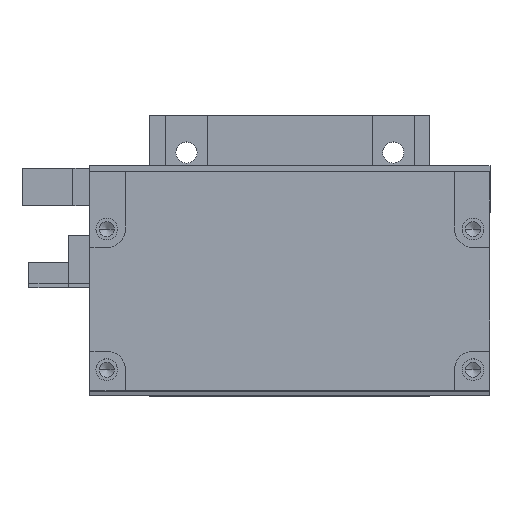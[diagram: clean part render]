
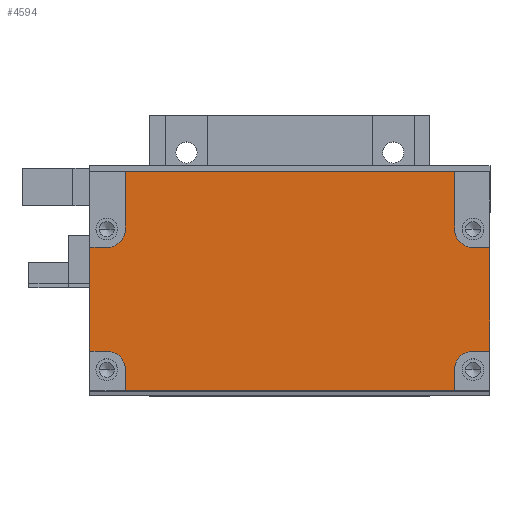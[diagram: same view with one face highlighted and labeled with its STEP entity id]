
A CAD part, top view. The second image highlights one B-rep face of the part: STEP entity #4594.
In plain terms, the highlighted planar face has unit normal (0, 0, 1).
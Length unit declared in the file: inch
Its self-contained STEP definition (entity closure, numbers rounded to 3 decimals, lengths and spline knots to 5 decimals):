
#1238 = LINE ( 'NONE', #8867, #39469 ) ;
#1370 = DIRECTION ( 'NONE',  ( 1., 0., 0. ) ) ;
#1783 = LINE ( 'NONE', #40416, #31117 ) ;
#2727 = DIRECTION ( 'NONE',  ( 0., 0., 1. ) ) ;
#3507 = CARTESIAN_POINT ( 'NONE',  ( -3.01534, 0.64239, 11.78911 ) ) ;
#3687 = CARTESIAN_POINT ( 'NONE',  ( -0.86274, 1.08929, 11.78911 ) ) ;
#3750 = VERTEX_POINT ( 'NONE', #3687 ) ;
#4594 = ADVANCED_FACE ( 'NONE', ( #42548 ), #48446, .F. ) ;
#4795 = EDGE_CURVE ( 'NONE', #44378, #44159, #43053, .T. ) ;
#6159 = LINE ( 'NONE', #47013, #26515 ) ;
#6669 = DIRECTION ( 'NONE',  ( 0., 0., -1. ) ) ;
#6802 = CARTESIAN_POINT ( 'NONE',  ( -3.01534, 0.64239, 11.78911 ) ) ;
#6833 = DIRECTION ( 'NONE',  ( 0., -1., 0. ) ) ;
#7057 = ORIENTED_EDGE ( 'NONE', *, *, #18775, .F. ) ;
#7204 = CARTESIAN_POINT ( 'NONE',  ( -0.86274, -0.20402, 11.78911 ) ) ;
#7830 = EDGE_CURVE ( 'NONE', #29839, #40669, #21605, .T. ) ;
#8559 = LINE ( 'NONE', #24303, #46812 ) ;
#8867 = CARTESIAN_POINT ( 'NONE',  ( -3.01534, 0.02958, 11.78911 ) ) ;
#10129 = CARTESIAN_POINT ( 'NONE',  ( -2.80594, -0.07902, 11.78911 ) ) ;
#11251 = ORIENTED_EDGE ( 'NONE', *, *, #43275, .F. ) ;
#12176 = CARTESIAN_POINT ( 'NONE',  ( -2.80594, 1.08929, 11.78911 ) ) ;
#12480 = EDGE_CURVE ( 'NONE', #35972, #16265, #1238, .T. ) ;
#12676 = CARTESIAN_POINT ( 'NONE',  ( -2.91534, 0.75098, 11.78911 ) ) ;
#12738 = DIRECTION ( 'NONE',  ( -1., 0., 0. ) ) ;
#12853 = EDGE_CURVE ( 'NONE', #25212, #37068, #17948, .T. ) ;
#13918 = LINE ( 'NONE', #14729, #22878 ) ;
#14309 = VERTEX_POINT ( 'NONE', #47782 ) ;
#14469 = EDGE_CURVE ( 'NONE', #34095, #44378, #32756, .T. ) ;
#14729 = CARTESIAN_POINT ( 'NONE',  ( -0.86274, 1.08929, 11.78911 ) ) ;
#15377 = ORIENTED_EDGE ( 'NONE', *, *, #12853, .F. ) ;
#15648 = DIRECTION ( 'NONE',  ( 0., 0., 1. ) ) ;
#16045 = DIRECTION ( 'NONE',  ( 0., 1., 0. ) ) ;
#16166 = EDGE_CURVE ( 'NONE', #28533, #26013, #6159, .T. ) ;
#16265 = VERTEX_POINT ( 'NONE', #31989 ) ;
#16419 = CARTESIAN_POINT ( 'NONE',  ( -3.01534, 0.02958, 11.78911 ) ) ;
#16545 = DIRECTION ( 'NONE',  ( 1., 0., 0. ) ) ;
#16745 = VECTOR ( 'NONE', #16045, 39.37008 ) ;
#16862 = CARTESIAN_POINT ( 'NONE',  ( -0.86274, -0.07902, 11.78911 ) ) ;
#17241 = AXIS2_PLACEMENT_3D ( 'NONE', #25633, #2727, #29465 ) ;
#17667 = ORIENTED_EDGE ( 'NONE', *, *, #43456, .F. ) ;
#17948 = LINE ( 'NONE', #12176, #16745 ) ;
#18568 = AXIS2_PLACEMENT_3D ( 'NONE', #12676, #39343, #16545 ) ;
#18635 = LINE ( 'NONE', #16419, #47885 ) ;
#18775 = EDGE_CURVE ( 'NONE', #3750, #49545, #13918, .T. ) ;
#19194 = ORIENTED_EDGE ( 'NONE', *, *, #14469, .F. ) ;
#19512 = AXIS2_PLACEMENT_3D ( 'NONE', #29580, #6669, #33384 ) ;
#19526 = ORIENTED_EDGE ( 'NONE', *, *, #12480, .F. ) ;
#19757 = CARTESIAN_POINT ( 'NONE',  ( -2.80594, 1.08929, 11.78911 ) ) ;
#20233 = CARTESIAN_POINT ( 'NONE',  ( -0.75334, -0.07902, 11.78911 ) ) ;
#20829 = CARTESIAN_POINT ( 'NONE',  ( -2.92856, 0.02958, 11.78911 ) ) ;
#20835 = EDGE_LOOP ( 'NONE', ( #39559, #31076, #7057, #17667, #32806, #24020, #19194, #32527, #19526, #11251, #15377, #49304, #43414, #22257, #21450, #39287 ) ) ;
#21450 = ORIENTED_EDGE ( 'NONE', *, *, #44056, .F. ) ;
#21605 = LINE ( 'NONE', #48704, #40691 ) ;
#22257 = ORIENTED_EDGE ( 'NONE', *, *, #42576, .F. ) ;
#22369 = CARTESIAN_POINT ( 'NONE',  ( -2.92856, 0.64239, 11.78911 ) ) ;
#22560 = VECTOR ( 'NONE', #25761, 39.37008 ) ;
#22878 = VECTOR ( 'NONE', #6833, 39.37008 ) ;
#23586 = DIRECTION ( 'NONE',  ( 0., 1., 0. ) ) ;
#23828 = VECTOR ( 'NONE', #26054, 39.37008 ) ;
#24020 = ORIENTED_EDGE ( 'NONE', *, *, #4795, .F. ) ;
#24073 = DIRECTION ( 'NONE',  ( 1., 0., 0. ) ) ;
#24167 = DIRECTION ( 'NONE',  ( 0., -1., 0. ) ) ;
#24303 = CARTESIAN_POINT ( 'NONE',  ( -3.01534, 1.08929, 11.78911 ) ) ;
#25212 = VERTEX_POINT ( 'NONE', #44348 ) ;
#25271 = AXIS2_PLACEMENT_3D ( 'NONE', #20233, #46929, #24073 ) ;
#25396 = CARTESIAN_POINT ( 'NONE',  ( -0.74012, 0.64239, 11.78911 ) ) ;
#25606 = CARTESIAN_POINT ( 'NONE',  ( -0.65334, 1.08929, 11.78911 ) ) ;
#25633 = CARTESIAN_POINT ( 'NONE',  ( -0.75334, 0.75098, 11.78911 ) ) ;
#25761 = DIRECTION ( 'NONE',  ( 0., -1., 0. ) ) ;
#25842 = DIRECTION ( 'NONE',  ( 1., 0., 0. ) ) ;
#26013 = VERTEX_POINT ( 'NONE', #7204 ) ;
#26054 = DIRECTION ( 'NONE',  ( 1., 0., 0. ) ) ;
#26515 = VECTOR ( 'NONE', #24167, 39.37008 ) ;
#27485 = CARTESIAN_POINT ( 'NONE',  ( -0.86274, 0.75098, 11.78911 ) ) ;
#27609 = VECTOR ( 'NONE', #47253, 39.37008 ) ;
#28436 = VERTEX_POINT ( 'NONE', #31696 ) ;
#28471 = CARTESIAN_POINT ( 'NONE',  ( -0.65334, 0.64239, 11.78911 ) ) ;
#28533 = VERTEX_POINT ( 'NONE', #16862 ) ;
#28808 = LINE ( 'NONE', #43347, #27609 ) ;
#29465 = DIRECTION ( 'NONE',  ( 1., 0., 0. ) ) ;
#29580 = CARTESIAN_POINT ( 'NONE',  ( -3.01534, 1.08929, 11.78911 ) ) ;
#29839 = VERTEX_POINT ( 'NONE', #25396 ) ;
#31076 = ORIENTED_EDGE ( 'NONE', *, *, #47066, .F. ) ;
#31117 = VECTOR ( 'NONE', #45420, 39.37008 ) ;
#31696 = CARTESIAN_POINT ( 'NONE',  ( -2.80594, 1.08929, 11.78911 ) ) ;
#31989 = CARTESIAN_POINT ( 'NONE',  ( -3.01534, 0.02958, 11.78911 ) ) ;
#32527 = ORIENTED_EDGE ( 'NONE', *, *, #48975, .F. ) ;
#32703 = LINE ( 'NONE', #25606, #22560 ) ;
#32711 = CARTESIAN_POINT ( 'NONE',  ( -2.80594, 0.75098, 11.78911 ) ) ;
#32756 = LINE ( 'NONE', #6802, #23828 ) ;
#32806 = ORIENTED_EDGE ( 'NONE', *, *, #42525, .F. ) ;
#33212 = LINE ( 'NONE', #19757, #44549 ) ;
#33384 = DIRECTION ( 'NONE',  ( -1., 0., 0. ) ) ;
#34095 = VERTEX_POINT ( 'NONE', #3507 ) ;
#35972 = VERTEX_POINT ( 'NONE', #20829 ) ;
#37068 = VERTEX_POINT ( 'NONE', #10129 ) ;
#38441 = CARTESIAN_POINT ( 'NONE',  ( -2.91534, -0.07902, 11.78911 ) ) ;
#39287 = ORIENTED_EDGE ( 'NONE', *, *, #42205, .F. ) ;
#39343 = DIRECTION ( 'NONE',  ( 0., 0., 1. ) ) ;
#39469 = VECTOR ( 'NONE', #12738, 39.37008 ) ;
#39559 = ORIENTED_EDGE ( 'NONE', *, *, #7830, .F. ) ;
#40416 = CARTESIAN_POINT ( 'NONE',  ( -3.01534, -0.20402, 11.78911 ) ) ;
#40669 = VERTEX_POINT ( 'NONE', #28471 ) ;
#40691 = VECTOR ( 'NONE', #25842, 39.37008 ) ;
#42205 = EDGE_CURVE ( 'NONE', #40669, #49373, #32703, .T. ) ;
#42288 = DIRECTION ( 'NONE',  ( 1., 0., 0. ) ) ;
#42525 = EDGE_CURVE ( 'NONE', #44159, #28436, #33212, .T. ) ;
#42548 = FACE_OUTER_BOUND ( 'NONE', #20835, .T. ) ;
#42576 = EDGE_CURVE ( 'NONE', #14309, #28533, #47574, .T. ) ;
#43049 = DIRECTION ( 'NONE',  ( -1., 0., 0. ) ) ;
#43053 = CIRCLE ( 'NONE', #18568, 0.1094 ) ;
#43275 = EDGE_CURVE ( 'NONE', #37068, #35972, #49251, .T. ) ;
#43347 = CARTESIAN_POINT ( 'NONE',  ( -3.01534, 1.08929, 11.78911 ) ) ;
#43414 = ORIENTED_EDGE ( 'NONE', *, *, #16166, .F. ) ;
#43456 = EDGE_CURVE ( 'NONE', #28436, #3750, #8559, .T. ) ;
#43476 = AXIS2_PLACEMENT_3D ( 'NONE', #38441, #15648, #42288 ) ;
#44056 = EDGE_CURVE ( 'NONE', #49373, #14309, #18635, .T. ) ;
#44159 = VERTEX_POINT ( 'NONE', #32711 ) ;
#44348 = CARTESIAN_POINT ( 'NONE',  ( -2.80594, -0.20402, 11.78911 ) ) ;
#44378 = VERTEX_POINT ( 'NONE', #22369 ) ;
#44549 = VECTOR ( 'NONE', #23586, 39.37008 ) ;
#45420 = DIRECTION ( 'NONE',  ( -1., 0., 0. ) ) ;
#46627 = EDGE_CURVE ( 'NONE', #26013, #25212, #1783, .T. ) ;
#46812 = VECTOR ( 'NONE', #1370, 39.37008 ) ;
#46929 = DIRECTION ( 'NONE',  ( 0., 0., 1. ) ) ;
#47013 = CARTESIAN_POINT ( 'NONE',  ( -0.86274, 1.08929, 11.78911 ) ) ;
#47066 = EDGE_CURVE ( 'NONE', #49545, #29839, #49484, .T. ) ;
#47253 = DIRECTION ( 'NONE',  ( 0., 1., 0. ) ) ;
#47574 = CIRCLE ( 'NONE', #25271, 0.1094 ) ;
#47782 = CARTESIAN_POINT ( 'NONE',  ( -0.74012, 0.02958, 11.78911 ) ) ;
#47885 = VECTOR ( 'NONE', #43049, 39.37008 ) ;
#48446 = PLANE ( 'NONE',  #19512 ) ;
#48704 = CARTESIAN_POINT ( 'NONE',  ( -3.01534, 0.64239, 11.78911 ) ) ;
#48975 = EDGE_CURVE ( 'NONE', #16265, #34095, #28808, .T. ) ;
#49251 = CIRCLE ( 'NONE', #43476, 0.1094 ) ;
#49304 = ORIENTED_EDGE ( 'NONE', *, *, #46627, .F. ) ;
#49360 = CARTESIAN_POINT ( 'NONE',  ( -0.65334, 0.02958, 11.78911 ) ) ;
#49373 = VERTEX_POINT ( 'NONE', #49360 ) ;
#49484 = CIRCLE ( 'NONE', #17241, 0.1094 ) ;
#49545 = VERTEX_POINT ( 'NONE', #27485 ) ;
